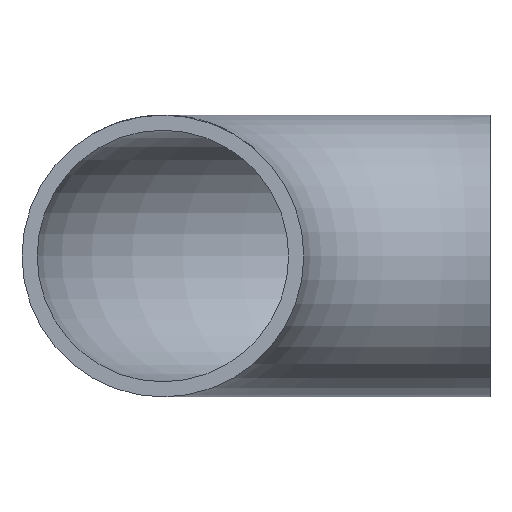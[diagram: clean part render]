
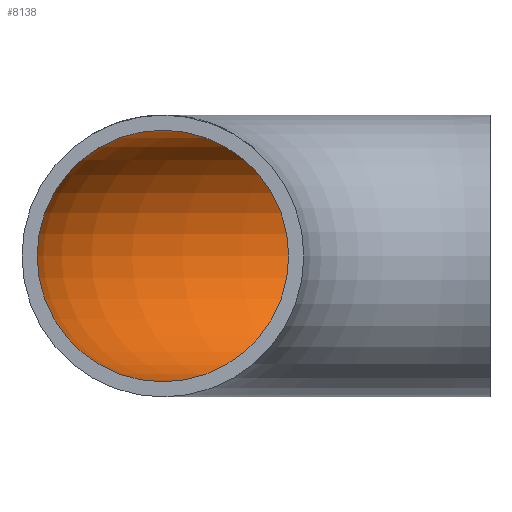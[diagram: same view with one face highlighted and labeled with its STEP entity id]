
A CAD part, front view. The second image highlights one B-rep face of the part: STEP entity #8138.
In plain terms, the highlighted toroidal (fillet/blend) face has major radius 32.5 mm and minor radius 12.5 mm.
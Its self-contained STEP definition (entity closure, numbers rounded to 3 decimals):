
#407 = DIRECTION ( 'NONE',  ( 1., 0., 0. ) ) ;
#467 = CIRCLE ( 'NONE', #2555, 12.5 ) ;
#591 = CIRCLE ( 'NONE', #6258, 12.5 ) ;
#1176 = CARTESIAN_POINT ( 'NONE',  ( 0., 32.5, 0. ) ) ;
#1252 = ORIENTED_EDGE ( 'NONE', *, *, #7969, .T. ) ;
#1525 = CARTESIAN_POINT ( 'NONE',  ( -32.5, 0., 0. ) ) ;
#2168 = DIRECTION ( 'NONE',  ( 0., 0., 1. ) ) ;
#2555 = AXIS2_PLACEMENT_3D ( 'NONE', #1176, #407, #3962 ) ;
#2924 = FACE_OUTER_BOUND ( 'NONE', #4385, .T. ) ;
#3517 = CARTESIAN_POINT ( 'NONE',  ( 0., 0., 0. ) ) ;
#3593 = FACE_OUTER_BOUND ( 'NONE', #3939, .T. ) ;
#3939 = EDGE_LOOP ( 'NONE', ( #3990 ) ) ;
#3962 = DIRECTION ( 'NONE',  ( 0., 1., 0. ) ) ;
#3990 = ORIENTED_EDGE ( 'NONE', *, *, #4482, .F. ) ;
#4242 = VERTEX_POINT ( 'NONE', #5653 ) ;
#4385 = EDGE_LOOP ( 'NONE', ( #1252 ) ) ;
#4482 = EDGE_CURVE ( 'NONE', #4242, #4242, #591, .T. ) ;
#4505 = CARTESIAN_POINT ( 'NONE',  ( 0., 45., 0. ) ) ;
#5016 = DIRECTION ( 'NONE',  ( 0., 1., 0. ) ) ;
#5653 = CARTESIAN_POINT ( 'NONE',  ( -32.5, 0., 12.5 ) ) ;
#5697 = VERTEX_POINT ( 'NONE', #4505 ) ;
#5748 = DIRECTION ( 'NONE',  ( -1., 0., 0. ) ) ;
#6258 = AXIS2_PLACEMENT_3D ( 'NONE', #1525, #5016, #2168 ) ;
#6724 = AXIS2_PLACEMENT_3D ( 'NONE', #3517, #7099, #5748 ) ;
#7099 = DIRECTION ( 'NONE',  ( 0., 0., -1. ) ) ;
#7163 = TOROIDAL_SURFACE ( 'NONE', #6724, 32.5, 12.5 ) ;
#7969 = EDGE_CURVE ( 'NONE', #5697, #5697, #467, .T. ) ;
#8138 = ADVANCED_FACE ( 'NONE', ( #2924, #3593 ), #7163, .F. ) ;
